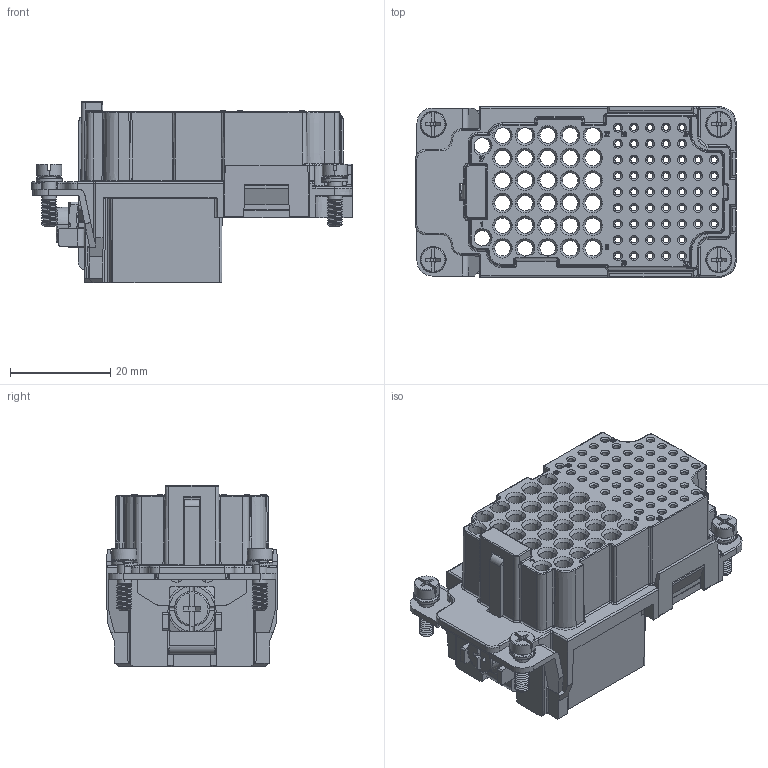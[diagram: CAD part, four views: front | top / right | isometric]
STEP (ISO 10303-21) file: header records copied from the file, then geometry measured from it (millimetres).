
FILE_DESCRIPTION(/* description */ (''),/* implementation_level */ '2;1');
FILE_NAME(/* name */ '3D_1280870200001_HK-032_55-FC_V1.0_stp.stp',/* time_stamp */ '2024-02-02T11:19:41+08:00',/* author */ (''),/* organization */ (''),/* preprocessor_version */ 'ST-DEVELOPER v18.1',/* originating_system */ 'SIEMENS PLM Software NX 1980',/* authorisation */ '');
FILE_SCHEMA (('AUTOMOTIVE_DESIGN { 1 0 10303 214 3 1 1 1 }'));
Products named in the file (1): 13183FDC2A7C7f25
Bounding box: 64.02 x 34.05 x 36.1 mm (x, y, z)
Volume: 25292.3 mm3; surface area: 34192.8 mm2
Topology: 1 solids, 1 shells, 1960 faces, 5241 edges, 3338 vertices
Faces by surface type: cone 789, plane 618, cylinder 309, bspline 93, torus 87, extrusion 50, sphere 14
Entity records: 77932 total; most frequent: CARTESIAN_POINT 29863, ORIENTED_EDGE 10414, DIRECTION 9413, EDGE_CURVE 5207, AXIS2_PLACEMENT_3D 3607, VERTEX_POINT 3338, EDGE_LOOP 2373, VECTOR 2199
